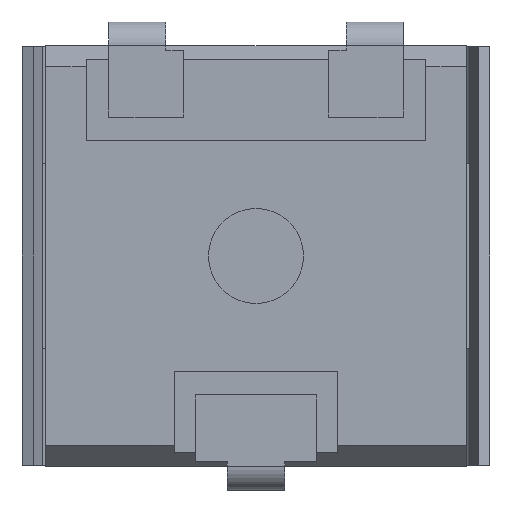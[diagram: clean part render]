
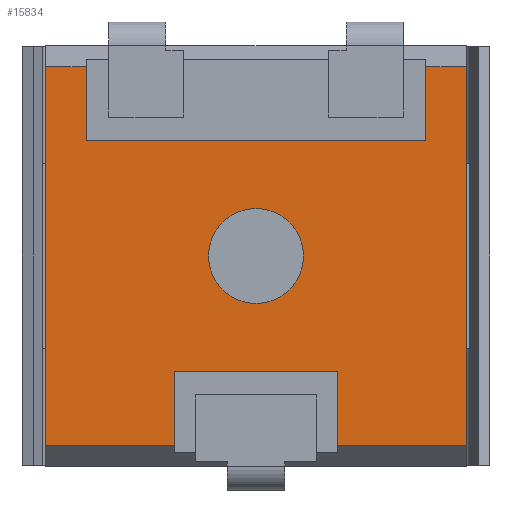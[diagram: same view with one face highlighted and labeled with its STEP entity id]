
A CAD part, front view. The second image highlights one B-rep face of the part: STEP entity #15834.
In plain terms, the highlighted planar face has unit normal (0, -1, 0).
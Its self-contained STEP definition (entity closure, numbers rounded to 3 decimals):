
#42 = EDGE_LOOP ( 'NONE', ( #11626, #3089 ) ) ;
#240 = EDGE_CURVE ( 'NONE', #4606, #15092, #12040, .T. ) ;
#656 = LINE ( 'NONE', #2226, #5314 ) ;
#770 = DIRECTION ( 'NONE',  ( 0., 1., 0. ) ) ;
#937 = EDGE_CURVE ( 'NONE', #17381, #11781, #17479, .T. ) ;
#1085 = DIRECTION ( 'NONE',  ( 1., 0., 0. ) ) ;
#1091 = VERTEX_POINT ( 'NONE', #1220 ) ;
#1128 = VECTOR ( 'NONE', #17309, 1000. ) ;
#1192 = VERTEX_POINT ( 'NONE', #13445 ) ;
#1220 = CARTESIAN_POINT ( 'NONE',  ( 0.432, 0., -0.252 ) ) ;
#1374 = CIRCLE ( 'NONE', #17725, 0.508 ) ;
#1403 = LINE ( 'NONE', #18532, #12501 ) ;
#1520 = LINE ( 'NONE', #9516, #3950 ) ;
#1546 = EDGE_LOOP ( 'NONE', ( #18561, #12749, #14794, #20215, #6931, #2899, #19372, #14729, #18428, #10550, #4568, #7270 ) ) ;
#1874 = LINE ( 'NONE', #12950, #5111 ) ;
#2032 = VECTOR ( 'NONE', #12590, 1000. ) ;
#2226 = CARTESIAN_POINT ( 'NONE',  ( 0., 0., -2.273 ) ) ;
#2333 = CARTESIAN_POINT ( 'NONE',  ( -0.09, 0., -0.172 ) ) ;
#2555 = EDGE_CURVE ( 'NONE', #7919, #15127, #11147, .T. ) ;
#2593 = VERTEX_POINT ( 'NONE', #17755 ) ;
#2899 = ORIENTED_EDGE ( 'NONE', *, *, #3299, .F. ) ;
#2945 = VERTEX_POINT ( 'NONE', #10058 ) ;
#2988 = AXIS2_PLACEMENT_3D ( 'NONE', #13453, #20115, #3794 ) ;
#3089 = ORIENTED_EDGE ( 'NONE', *, *, #13846, .F. ) ;
#3219 = DIRECTION ( 'NONE',  ( 1., 0., 0. ) ) ;
#3299 = EDGE_CURVE ( 'NONE', #11781, #15326, #7754, .T. ) ;
#3509 = EDGE_CURVE ( 'NONE', #15092, #15429, #1520, .T. ) ;
#3568 = FACE_BOUND ( 'NONE', #42, .T. ) ;
#3794 = DIRECTION ( 'NONE',  ( 1., 0., 0. ) ) ;
#3950 = VECTOR ( 'NONE', #15939, 1000. ) ;
#4468 = DIRECTION ( 'NONE',  ( 1., 0., 0. ) ) ;
#4568 = ORIENTED_EDGE ( 'NONE', *, *, #17977, .F. ) ;
#4606 = VERTEX_POINT ( 'NONE', #12659 ) ;
#4938 = VERTEX_POINT ( 'NONE', #7161 ) ;
#5111 = VECTOR ( 'NONE', #19310, 1000. ) ;
#5121 = VECTOR ( 'NONE', #14598, 1000. ) ;
#5276 = CARTESIAN_POINT ( 'NONE',  ( 1.372, 0., -4.294 ) ) ;
#5314 = VECTOR ( 'NONE', #18315, 1000. ) ;
#6198 = VECTOR ( 'NONE', #16874, 1000. ) ;
#6721 = PLANE ( 'NONE',  #8740 ) ;
#6931 = ORIENTED_EDGE ( 'NONE', *, *, #15381, .F. ) ;
#7161 = CARTESIAN_POINT ( 'NONE',  ( 3.124, 0., -4.294 ) ) ;
#7270 = ORIENTED_EDGE ( 'NONE', *, *, #3509, .F. ) ;
#7647 = LINE ( 'NONE', #12481, #1128 ) ;
#7754 = LINE ( 'NONE', #20421, #2032 ) ;
#7919 = VERTEX_POINT ( 'NONE', #10158 ) ;
#7966 = CIRCLE ( 'NONE', #2988, 0.508 ) ;
#8406 = CARTESIAN_POINT ( 'NONE',  ( 3.124, 0., -2.273 ) ) ;
#8563 = EDGE_CURVE ( 'NONE', #1091, #17381, #1874, .T. ) ;
#8740 = AXIS2_PLACEMENT_3D ( 'NONE', #2333, #770, #1085 ) ;
#8747 = EDGE_CURVE ( 'NONE', #1192, #1091, #19586, .T. ) ;
#9238 = DIRECTION ( 'NONE',  ( 0., -1., 0. ) ) ;
#9516 = CARTESIAN_POINT ( 'NONE',  ( 1.372, 0., -2.273 ) ) ;
#9556 = VECTOR ( 'NONE', #3219, 1000. ) ;
#9837 = CARTESIAN_POINT ( 'NONE',  ( 2.248, 0., -0.252 ) ) ;
#9858 = DIRECTION ( 'NONE',  ( 0., 0., 1. ) ) ;
#10058 = CARTESIAN_POINT ( 'NONE',  ( 0., 0., -4.294 ) ) ;
#10158 = CARTESIAN_POINT ( 'NONE',  ( 4.496, 0., -0.252 ) ) ;
#10464 = CARTESIAN_POINT ( 'NONE',  ( 2.248, 0., -3.508 ) ) ;
#10550 = ORIENTED_EDGE ( 'NONE', *, *, #12635, .F. ) ;
#10938 = DIRECTION ( 'NONE',  ( 0., 0., -1. ) ) ;
#11147 = LINE ( 'NONE', #14314, #11328 ) ;
#11328 = VECTOR ( 'NONE', #10938, 1000. ) ;
#11626 = ORIENTED_EDGE ( 'NONE', *, *, #13515, .F. ) ;
#11744 = FACE_OUTER_BOUND ( 'NONE', #1546, .T. ) ;
#11781 = VERTEX_POINT ( 'NONE', #16561 ) ;
#12040 = LINE ( 'NONE', #10464, #6198 ) ;
#12351 = DIRECTION ( 'NONE',  ( -1., 0., 0. ) ) ;
#12425 = EDGE_CURVE ( 'NONE', #4938, #4606, #16682, .T. ) ;
#12481 = CARTESIAN_POINT ( 'NONE',  ( 2.248, 0., -4.294 ) ) ;
#12501 = VECTOR ( 'NONE', #12351, 1000. ) ;
#12590 = DIRECTION ( 'NONE',  ( 0., 0., 1. ) ) ;
#12635 = EDGE_CURVE ( 'NONE', #2945, #1192, #656, .T. ) ;
#12659 = CARTESIAN_POINT ( 'NONE',  ( 3.124, 0., -3.508 ) ) ;
#12749 = ORIENTED_EDGE ( 'NONE', *, *, #12425, .F. ) ;
#12950 = CARTESIAN_POINT ( 'NONE',  ( 0.432, 0., -2.273 ) ) ;
#13445 = CARTESIAN_POINT ( 'NONE',  ( 0., 0., -0.252 ) ) ;
#13453 = CARTESIAN_POINT ( 'NONE',  ( 2.248, 0., -2.273 ) ) ;
#13515 = EDGE_CURVE ( 'NONE', #14815, #2593, #1374, .T. ) ;
#13846 = EDGE_CURVE ( 'NONE', #2593, #14815, #7966, .T. ) ;
#14002 = VECTOR ( 'NONE', #9858, 1000. ) ;
#14052 = CARTESIAN_POINT ( 'NONE',  ( 4.496, 0., -4.294 ) ) ;
#14281 = CARTESIAN_POINT ( 'NONE',  ( 2.756, 0., -2.273 ) ) ;
#14314 = CARTESIAN_POINT ( 'NONE',  ( 4.496, 0., -2.273 ) ) ;
#14598 = DIRECTION ( 'NONE',  ( 1., 0., 0. ) ) ;
#14729 = ORIENTED_EDGE ( 'NONE', *, *, #8563, .F. ) ;
#14794 = ORIENTED_EDGE ( 'NONE', *, *, #16879, .F. ) ;
#14815 = VERTEX_POINT ( 'NONE', #14281 ) ;
#15092 = VERTEX_POINT ( 'NONE', #17088 ) ;
#15127 = VERTEX_POINT ( 'NONE', #14052 ) ;
#15326 = VERTEX_POINT ( 'NONE', #17640 ) ;
#15381 = EDGE_CURVE ( 'NONE', #15326, #7919, #19304, .T. ) ;
#15429 = VERTEX_POINT ( 'NONE', #5276 ) ;
#15661 = DIRECTION ( 'NONE',  ( 1., 0., 0. ) ) ;
#15834 = ADVANCED_FACE ( 'NONE', ( #3568, #11744 ), #6721, .F. ) ;
#15939 = DIRECTION ( 'NONE',  ( 0., 0., -1. ) ) ;
#16561 = CARTESIAN_POINT ( 'NONE',  ( 4.064, 0., -1.039 ) ) ;
#16682 = LINE ( 'NONE', #8406, #14002 ) ;
#16874 = DIRECTION ( 'NONE',  ( -1., 0., 0. ) ) ;
#16879 = EDGE_CURVE ( 'NONE', #15127, #4938, #7647, .T. ) ;
#17088 = CARTESIAN_POINT ( 'NONE',  ( 1.372, 0., -3.508 ) ) ;
#17309 = DIRECTION ( 'NONE',  ( -1., 0., 0. ) ) ;
#17381 = VERTEX_POINT ( 'NONE', #19399 ) ;
#17479 = LINE ( 'NONE', #17578, #9556 ) ;
#17578 = CARTESIAN_POINT ( 'NONE',  ( 2.248, 0., -1.039 ) ) ;
#17640 = CARTESIAN_POINT ( 'NONE',  ( 4.064, 0., -0.252 ) ) ;
#17725 = AXIS2_PLACEMENT_3D ( 'NONE', #19103, #9238, #15661 ) ;
#17749 = CARTESIAN_POINT ( 'NONE',  ( 2.248, 0., -0.252 ) ) ;
#17755 = CARTESIAN_POINT ( 'NONE',  ( 1.74, 0., -2.273 ) ) ;
#17977 = EDGE_CURVE ( 'NONE', #15429, #2945, #1403, .T. ) ;
#18315 = DIRECTION ( 'NONE',  ( 0., 0., 1. ) ) ;
#18428 = ORIENTED_EDGE ( 'NONE', *, *, #8747, .F. ) ;
#18532 = CARTESIAN_POINT ( 'NONE',  ( 2.248, 0., -4.294 ) ) ;
#18561 = ORIENTED_EDGE ( 'NONE', *, *, #240, .F. ) ;
#19103 = CARTESIAN_POINT ( 'NONE',  ( 2.248, 0., -2.273 ) ) ;
#19127 = VECTOR ( 'NONE', #4468, 1000. ) ;
#19304 = LINE ( 'NONE', #17749, #19127 ) ;
#19310 = DIRECTION ( 'NONE',  ( 0., 0., -1. ) ) ;
#19372 = ORIENTED_EDGE ( 'NONE', *, *, #937, .F. ) ;
#19399 = CARTESIAN_POINT ( 'NONE',  ( 0.432, 0., -1.039 ) ) ;
#19586 = LINE ( 'NONE', #9837, #5121 ) ;
#20115 = DIRECTION ( 'NONE',  ( 0., -1., 0. ) ) ;
#20215 = ORIENTED_EDGE ( 'NONE', *, *, #2555, .F. ) ;
#20421 = CARTESIAN_POINT ( 'NONE',  ( 4.064, 0., -2.273 ) ) ;
